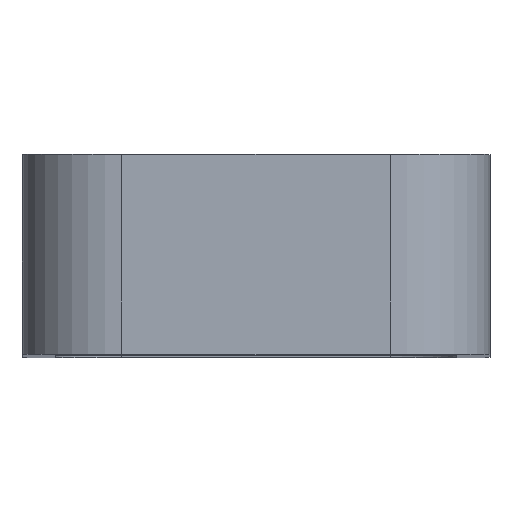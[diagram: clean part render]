
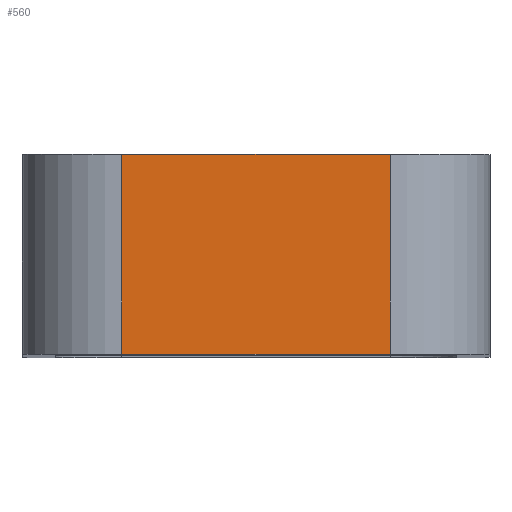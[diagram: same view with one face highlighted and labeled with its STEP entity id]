
A CAD part, top view. The second image highlights one B-rep face of the part: STEP entity #560.
In plain terms, the highlighted planar face has unit normal (0, 0, 1).
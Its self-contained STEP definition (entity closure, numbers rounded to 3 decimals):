
#297=CARTESIAN_POINT('',(40.25,-3.0,293.0));
#298=VERTEX_POINT('',#297);
#306=CARTESIAN_POINT('',(-40.25,-3.0,293.0));
#307=VERTEX_POINT('',#306);
#308=CARTESIAN_POINT('',(40.25,-3.0,293.0));
#309=DIRECTION('',(-1.0,0.0,0.0));
#310=VECTOR('',#309,80.5);
#311=LINE('',#308,#310);
#312=EDGE_CURVE('',#298,#307,#311,.T.);
#445=CARTESIAN_POINT('',(40.25,57.0,293.0));
#446=VERTEX_POINT('',#445);
#454=CARTESIAN_POINT('',(40.25,57.0,293.0));
#455=DIRECTION('',(0.0,-1.0,0.0));
#456=VECTOR('',#455,60.0);
#457=LINE('',#454,#456);
#458=EDGE_CURVE('',#446,#298,#457,.T.);
#524=CARTESIAN_POINT('',(-40.25,57.0,293.0));
#525=VERTEX_POINT('',#524);
#535=CARTESIAN_POINT('',(-40.25,-3.0,293.0));
#536=DIRECTION('',(0.0,1.0,0.0));
#537=VECTOR('',#536,60.0);
#538=LINE('',#535,#537);
#539=EDGE_CURVE('',#307,#525,#538,.T.);
#544=CARTESIAN_POINT('',(-70.25,0.0,293.0));
#545=DIRECTION('',(0.0,0.0,1.0));
#546=DIRECTION('',(1.0,0.0,0.0));
#547=AXIS2_PLACEMENT_3D('',#544,#545,#546);
#548=PLANE('',#547);
#549=ORIENTED_EDGE('',*,*,#458,.F.);
#550=CARTESIAN_POINT('',(-40.25,57.0,293.0));
#551=DIRECTION('',(1.0,0.0,0.0));
#552=VECTOR('',#551,80.5);
#553=LINE('',#550,#552);
#554=EDGE_CURVE('',#525,#446,#553,.T.);
#555=ORIENTED_EDGE('',*,*,#554,.F.);
#556=ORIENTED_EDGE('',*,*,#539,.F.);
#557=ORIENTED_EDGE('',*,*,#312,.F.);
#558=EDGE_LOOP('',(#549,#555,#556,#557));
#559=FACE_OUTER_BOUND('',#558,.T.);
#560=ADVANCED_FACE('',(#559),#548,.T.);
